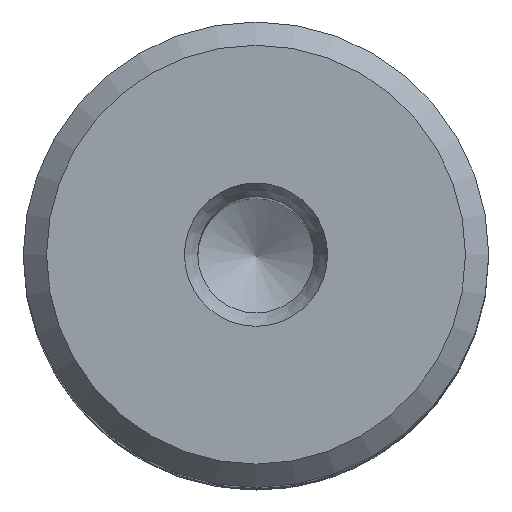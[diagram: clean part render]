
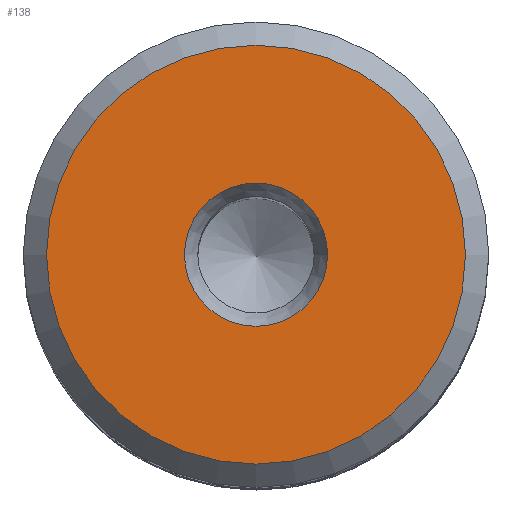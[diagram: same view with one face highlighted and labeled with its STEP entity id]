
A CAD part, top view. The second image highlights one B-rep face of the part: STEP entity #138.
In plain terms, the highlighted planar face has unit normal (0, 0, 1).
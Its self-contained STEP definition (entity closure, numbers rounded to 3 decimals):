
#48=PLANE('',#676);
#138=ADVANCED_FACE('',(#280,#281),#48,.T.);
#280=FACE_BOUND('',#367,.T.);
#281=FACE_BOUND('',#368,.T.);
#367=EDGE_LOOP('',(#457));
#368=EDGE_LOOP('',(#458));
#457=ORIENTED_EDGE('',*,*,#564,.T.);
#458=ORIENTED_EDGE('',*,*,#565,.T.);
#517=VERTEX_POINT('',#1175);
#518=VERTEX_POINT('',#1178);
#564=EDGE_CURVE('',#517,#517,#611,.T.);
#565=EDGE_CURVE('',#518,#518,#612,.T.);
#611=CIRCLE('',#673,3.077);
#612=CIRCLE('',#675,9.);
#673=AXIS2_PLACEMENT_3D('',#1174,#822,#823);
#675=AXIS2_PLACEMENT_3D('',#1177,#826,#827);
#676=AXIS2_PLACEMENT_3D('',#1179,#828,#829);
#822=DIRECTION('',(0.,0.,-1.));
#823=DIRECTION('',(1.,0.,0.));
#826=DIRECTION('',(0.,0.,1.));
#827=DIRECTION('',(1.,0.,0.));
#828=DIRECTION('',(0.,0.,1.));
#829=DIRECTION('',(1.,0.,0.));
#1174=CARTESIAN_POINT('',(0.,0.,0.));
#1175=CARTESIAN_POINT('',(3.077,0.,0.));
#1177=CARTESIAN_POINT('',(0.,0.,0.));
#1178=CARTESIAN_POINT('',(9.,0.,0.));
#1179=CARTESIAN_POINT('',(0.,0.,0.));
